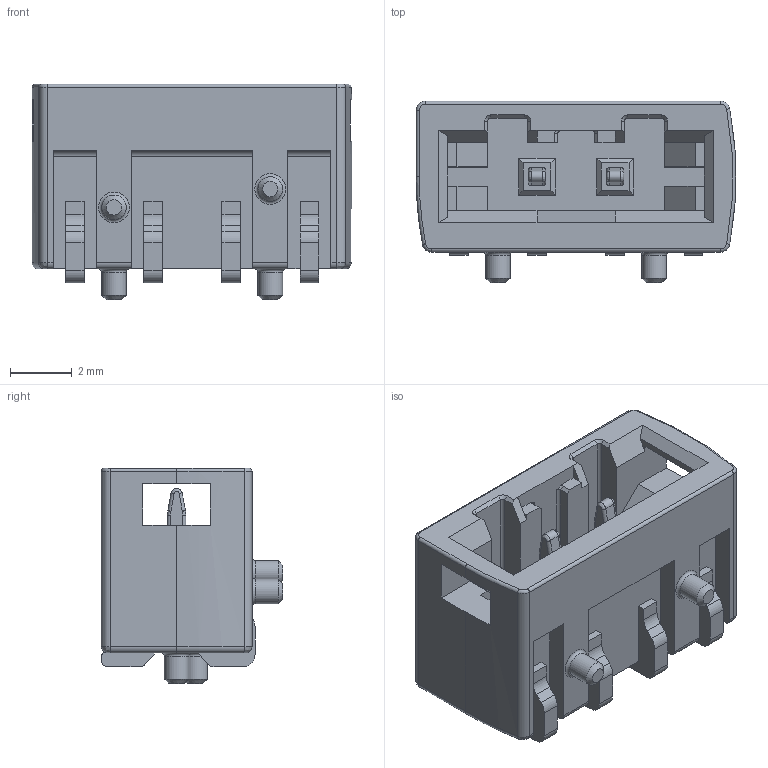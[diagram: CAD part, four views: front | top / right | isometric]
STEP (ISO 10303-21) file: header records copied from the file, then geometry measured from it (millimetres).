
FILE_DESCRIPTION(/* description */ (''),/* implementation_level */ '2;1');
FILE_NAME(/* name */ '100549237ugm000_a.stp',/* time_stamp */ '2022-04-26T17:33:55+02:00',/* author */ (''),/* organization */ (''),/* preprocessor_version */ 'ST-DEVELOPER v16.7',/* originating_system */ 'SIEMENS PLM Software NX 1911',/* authorisation */ '');
FILE_SCHEMA (('AUTOMOTIVE_DESIGN { 1 0 10303 214 3 1 1 1 }'));
Length unit declared in the file: millimetre
Products named in the file (1): 100549237ugm000_a
Bounding box: 10.38 x 5.9 x 7 mm (x, y, z)
Volume: 212.8 mm3; surface area: 429.5 mm2
Topology: 1 solids, 1 shells, 296 faces, 788 edges, 507 vertices
Faces by surface type: plane 172, cylinder 86, torus 20, cone 10, bspline 8
Full cylindrical faces by diameter (mm): 0.8 x4
Entity records: 10167 total; most frequent: CARTESIAN_POINT 1702, DIRECTION 1578, ORIENTED_EDGE 1536, EDGE_CURVE 768, LINE 544, VECTOR 544, AXIS2_PLACEMENT_3D 517, VERTEX_POINT 492
